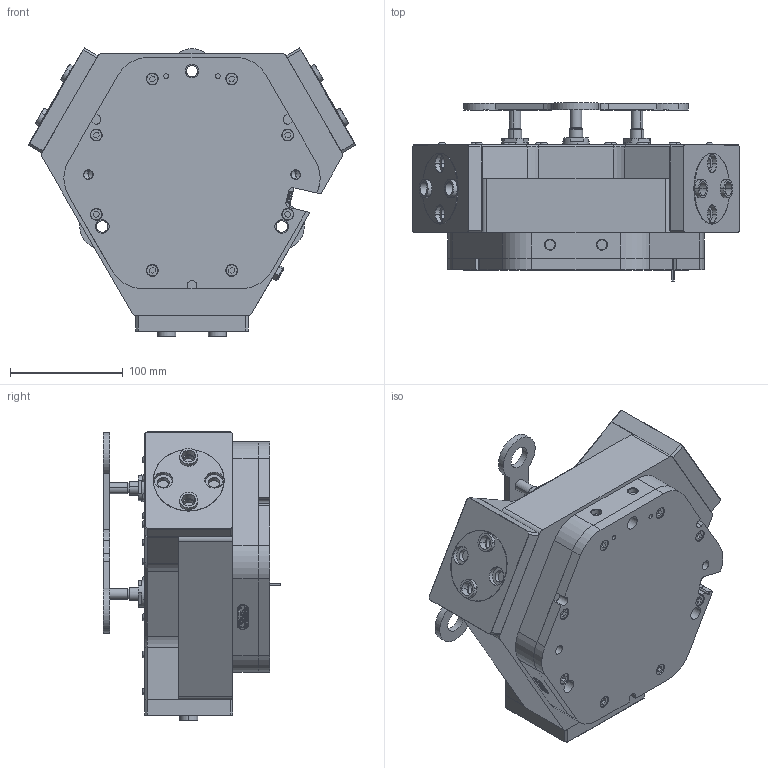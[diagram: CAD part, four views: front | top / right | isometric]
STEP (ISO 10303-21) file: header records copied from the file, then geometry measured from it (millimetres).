
FILE_DESCRIPTION (( 'STEP AP203' ), '1' );
FILE_NAME ('TZF160-C52.STEP', '2026-03-18T07:10:07', ( 'USER-' ), ( 'Microsoft' ), 'SwSTEP 2.0', 'SolidWorks 2018', '' );
FILE_SCHEMA (( 'CONFIG_CONTROL_DESIGN' ));
Length unit declared in the file: millimetre
Products named in the file (16): TRF99-M-03 耜猾极; 囀鞠褒攫芛蹟隊_M4X8; TRF99-M-04 忒硌薊极; 翐种杶 ; C52; TZF160-C52; TZF160-01 褲极; TZF160-04 奻葡裔啣; BSLM01; 25x10-R5; 内六角圆柱头螺钉[GBT70_1-2008][M6×16]; 嘐隅蹟譫; TZF160-12芢蹋啣; 棠羲換覜ん; FZ160-250-M-11 芢裝; FZ160-250-M-05 菁裔啣
Assembly tree (56 placements, depth 3):
  TZF160-C52
    TZF160-01 褲极
    TZF160-04 奻葡裔啣
    FZ160-250-M-05 菁裔啣
    TRF99-M-03 耜猾极  x3
    TRF99-M-04 忒硌薊极  x3
    囀鞠褒攫芛蹟隊_M4X8  x21
    内六角圆柱头螺钉[GBT70_1-2008][M6×16]  x8
    BSLM01
    棠羲換覜ん  x2
    翐种杶   x6
    25x10-R5
    C52
      TZF160-12芢蹋啣
      FZ160-250-M-11 芢裝  x3
      嘐隅蹟譫  x3
Bounding box: 290.31 x 157.81 x 255.68 mm (x, y, z)
Volume: 4117257.6 mm3; surface area: 529112.9 mm2
Topology: 55 solids, 55 shells, 3161 faces, 7532 edges, 4621 vertices
Faces by surface type: bspline 995, plane 901, cylinder 808, cone 421, torus 34, sphere 2
Entity records: 51239 total; most frequent: CARTESIAN_POINT 15971, ORIENTED_EDGE 6874, DIRECTION 6435, EDGE_CURVE 3437, AXIS2_PLACEMENT_3D 2234, VERTEX_POINT 2217, VECTOR 1967, LINE 1967
